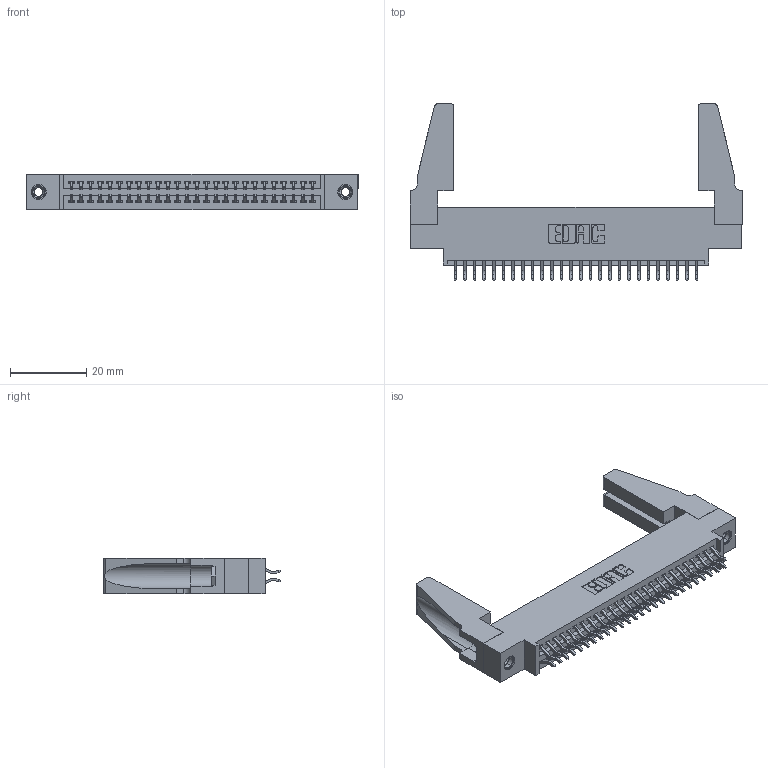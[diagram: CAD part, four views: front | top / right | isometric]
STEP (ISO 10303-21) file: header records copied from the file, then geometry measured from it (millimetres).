
FILE_DESCRIPTION (( 'STEP AP203' ), '1' );
FILE_NAME ('395-052-556-888.STEP', '2019-10-19T15:47:46', ( '' ), ( '' ), 'SwSTEP 2.0', 'SolidWorks 2016', '' );
FILE_SCHEMA (( 'CONFIG_CONTROL_DESIGN' ));
Length unit declared in the file: inch
Products named in the file (5): 395-052-556-888; 345 Part_0.170 Offset - 0.156 Dia-TH; 345-292-001_556 Tail; 345-250-001_345-250-001-102; 345-220-078_345-220-088
Assembly tree (57 placements, depth 2):
  395-052-556-888
    345 Part_0.170 Offset - 0.156 Dia-TH
    345-292-001_556 Tail  x52
    345-250-001_345-250-001-102  x2
    345-220-078_345-220-088  x2
Bounding box: 87.27 x 46.41 x 9.4 mm (x, y, z)
Volume: 11466.4 mm3; surface area: 15051.8 mm2
Topology: 57 solids, 57 shells, 3166 faces, 9351 edges, 6154 vertices
Faces by surface type: plane 2080, cylinder 1070, cone 12, torus 4
Entity records: 25054 total; most frequent: CARTESIAN_POINT 4226, ORIENTED_EDGE 4108, DIRECTION 3738, EDGE_CURVE 2054, LINE 1768, VECTOR 1768, VERTEX_POINT 1362, AXIS2_PLACEMENT_3D 985
